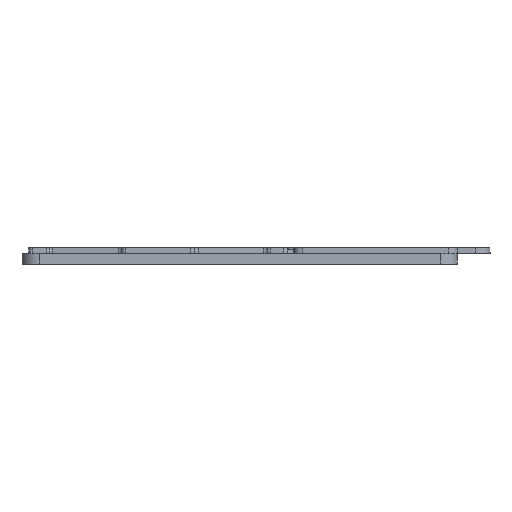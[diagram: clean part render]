
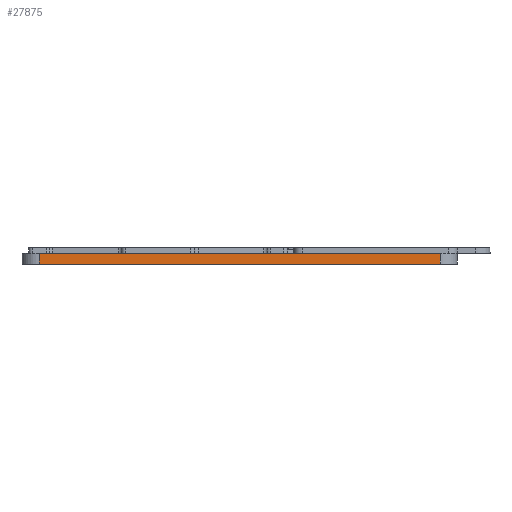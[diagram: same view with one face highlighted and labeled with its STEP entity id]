
A CAD part, front view. The second image highlights one B-rep face of the part: STEP entity #27875.
In plain terms, the highlighted planar face has unit normal (0, -1, 0).
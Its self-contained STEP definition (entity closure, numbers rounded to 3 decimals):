
#1687=PLANE('',#30556);
#2723=FACE_OUTER_BOUND('',#4360,.T.);
#4360=EDGE_LOOP('',(#22767,#22768,#22769,#22770));
#6379=LINE('',#43100,#8698);
#6418=LINE('',#43329,#8737);
#6419=LINE('',#43332,#8738);
#6420=LINE('',#43333,#8739);
#8698=VECTOR('',#35903,10.);
#8737=VECTOR('',#36096,10.);
#8738=VECTOR('',#36099,10.);
#8739=VECTOR('',#36100,10.);
#12514=VERTEX_POINT('',#43097);
#12515=VERTEX_POINT('',#43099);
#12628=VERTEX_POINT('',#43327);
#12629=VERTEX_POINT('',#43331);
#16107=EDGE_CURVE('',#12514,#12515,#6379,.T.);
#16222=EDGE_CURVE('',#12515,#12628,#6418,.T.);
#16223=EDGE_CURVE('',#12629,#12514,#6419,.T.);
#16224=EDGE_CURVE('',#12628,#12629,#6420,.T.);
#22767=ORIENTED_EDGE('',*,*,#16222,.F.);
#22768=ORIENTED_EDGE('',*,*,#16107,.F.);
#22769=ORIENTED_EDGE('',*,*,#16223,.F.);
#22770=ORIENTED_EDGE('',*,*,#16224,.F.);
#27875=ADVANCED_FACE('',(#2723),#1687,.F.);
#30556=AXIS2_PLACEMENT_3D('',#43330,#36097,#36098);
#35903=DIRECTION('',(-1.,0.,0.));
#36096=DIRECTION('',(0.,0.,1.));
#36097=DIRECTION('center_axis',(0.,1.,0.));
#36098=DIRECTION('ref_axis',(1.,0.,0.));
#36099=DIRECTION('',(0.,0.,-1.));
#36100=DIRECTION('',(1.,0.,0.));
#43097=CARTESIAN_POINT('',(382.549,-269.214,-6.35));
#43099=CARTESIAN_POINT('',(150.549,-269.214,-6.35));
#43100=CARTESIAN_POINT('',(312.439,-269.214,-6.35));
#43327=CARTESIAN_POINT('',(150.549,-269.214,0.));
#43329=CARTESIAN_POINT('',(150.549,-269.214,0.));
#43330=CARTESIAN_POINT('Origin',(134.549,-269.214,0.));
#43331=CARTESIAN_POINT('',(382.549,-269.214,0.));
#43332=CARTESIAN_POINT('',(382.549,-269.214,0.));
#43333=CARTESIAN_POINT('',(312.439,-269.214,0.));
